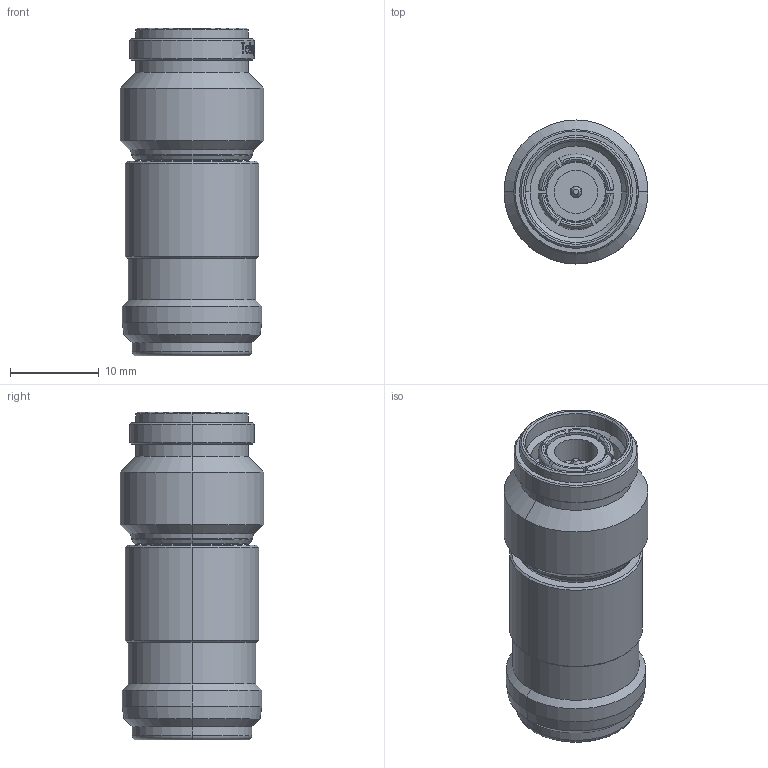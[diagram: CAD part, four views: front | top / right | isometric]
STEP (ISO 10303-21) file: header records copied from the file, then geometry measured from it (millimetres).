
FILE_DESCRIPTION (( 'STEP AP214' ), '1' );
FILE_NAME ('J01019A0008.STEP', '2018-11-15T13:40:14', ( '' ), ( '' ), 'SwSTEP 2.0', 'SolidWorks 2017', '' );
FILE_SCHEMA (( 'AUTOMOTIVE_DESIGN' ));
Length unit declared in the file: millimetre
Products named in the file (1): J01019A0008
Bounding box: 16.2 x 16.2 x 36.9 mm (x, y, z)
Volume: 5709 mm3; surface area: 2857 mm2
Topology: 1 solids, 1 shells, 323 faces, 799 edges, 515 vertices
Faces by surface type: plane 101, bspline 83, cylinder 70, cone 57, torus 12
Entity records: 18590 total; most frequent: CARTESIAN_POINT 8144, ORIENTED_EDGE 1598, DIRECTION 1159, EDGE_CURVE 799, VERTEX_POINT 515, AXIS2_PLACEMENT_3D 448, EDGE_LOOP 360, ADVANCED_FACE 323
